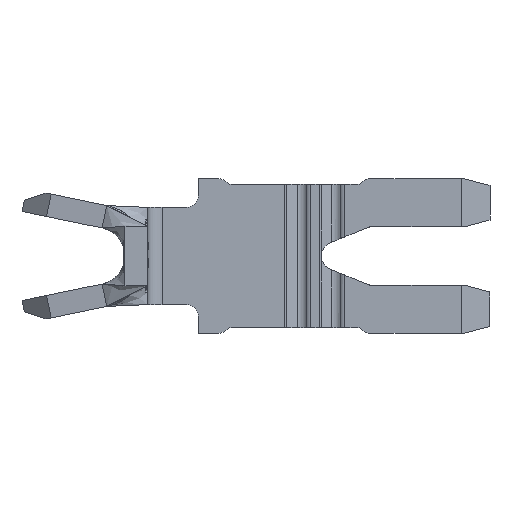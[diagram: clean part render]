
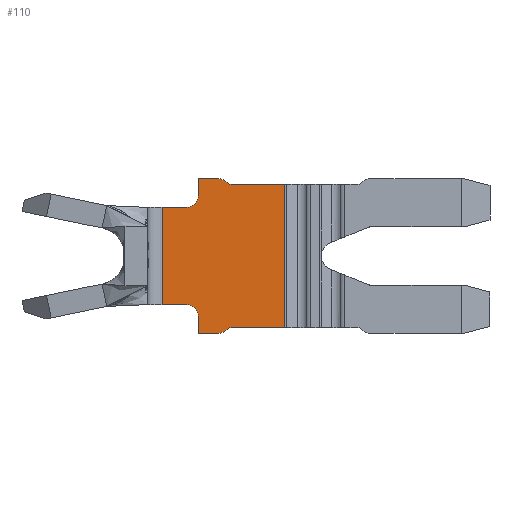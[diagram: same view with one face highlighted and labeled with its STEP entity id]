
A CAD part, front view. The second image highlights one B-rep face of the part: STEP entity #110.
In plain terms, the highlighted planar face has unit normal (0, -1, 0).
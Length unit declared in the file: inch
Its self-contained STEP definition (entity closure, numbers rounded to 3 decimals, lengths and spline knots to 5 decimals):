
#14 = DIRECTION ( 'NONE',  ( 0., 0., 1. ) ) ;
#76 = CARTESIAN_POINT ( 'NONE',  ( -0.184, 0., 0.0425 ) ) ;
#110 = ADVANCED_FACE ( 'NONE', ( #2785 ), #1515, .T. ) ;
#136 = EDGE_CURVE ( 'NONE', #2582, #2050, #6164, .T. ) ;
#140 = CARTESIAN_POINT ( 'NONE',  ( -0.0972, 0., -0.0659 ) ) ;
#278 = DIRECTION ( 'NONE',  ( 0., 0., -1. ) ) ;
#318 = AXIS2_PLACEMENT_3D ( 'NONE', #4501, #1639, #4969 ) ;
#350 = LINE ( 'NONE', #1020, #5028 ) ;
#366 = CARTESIAN_POINT ( 'NONE',  ( -0.0948, 0., 0.0641 ) ) ;
#447 = CARTESIAN_POINT ( 'NONE',  ( -0.0948, 0., -0.0641 ) ) ;
#468 = VECTOR ( 'NONE', #6097, 39.37008 ) ;
#509 = CARTESIAN_POINT ( 'NONE',  ( 0.03, 0., 0.0595 ) ) ;
#582 = DIRECTION ( 'NONE',  ( 1., 0., 0. ) ) ;
#596 = CIRCLE ( 'NONE', #318, 0.01 ) ;
#696 = AXIS2_PLACEMENT_3D ( 'NONE', #6087, #3198, #278 ) ;
#740 = VERTEX_POINT ( 'NONE', #3635 ) ;
#755 = EDGE_CURVE ( 'NONE', #2659, #3757, #5539, .T. ) ;
#757 = VECTOR ( 'NONE', #582, 39.37008 ) ;
#762 = ORIENTED_EDGE ( 'NONE', *, *, #5243, .F. ) ;
#786 = LINE ( 'NONE', #4173, #468 ) ;
#838 = ORIENTED_EDGE ( 'NONE', *, *, #3630, .F. ) ;
#910 = EDGE_CURVE ( 'NONE', #1601, #4592, #3357, .T. ) ;
#956 = EDGE_CURVE ( 'NONE', #2118, #5871, #2026, .T. ) ;
#1019 = CIRCLE ( 'NONE', #5067, 0.01 ) ;
#1020 = CARTESIAN_POINT ( 'NONE',  ( -0.04419, 0., 0.0625 ) ) ;
#1021 = CARTESIAN_POINT ( 'NONE',  ( -0.102, 0., -0.0675 ) ) ;
#1138 = CIRCLE ( 'NONE', #5504, 0.008 ) ;
#1235 = DIRECTION ( 'NONE',  ( 0., 1., 0. ) ) ;
#1285 = DIRECTION ( 'NONE',  ( 1., 0., 0. ) ) ;
#1380 = ORIENTED_EDGE ( 'NONE', *, *, #3479, .T. ) ;
#1387 = ORIENTED_EDGE ( 'NONE', *, *, #6075, .T. ) ;
#1422 = LINE ( 'NONE', #366, #2563 ) ;
#1472 = DIRECTION ( 'NONE',  ( -0.8, 0., -0.6 ) ) ;
#1482 = EDGE_CURVE ( 'NONE', #5493, #5190, #4265, .T. ) ;
#1515 = PLANE ( 'NONE',  #1655 ) ;
#1532 = DIRECTION ( 'NONE',  ( 0., 0., 1. ) ) ;
#1601 = VERTEX_POINT ( 'NONE', #2192 ) ;
#1639 = DIRECTION ( 'NONE',  ( 0., 1., 0. ) ) ;
#1655 = AXIS2_PLACEMENT_3D ( 'NONE', #509, #4853, #2004 ) ;
#1695 = EDGE_CURVE ( 'NONE', #2050, #2508, #786, .T. ) ;
#1834 = VERTEX_POINT ( 'NONE', #2861 ) ;
#1869 = CARTESIAN_POINT ( 'NONE',  ( -0.09, 0., -0.0625 ) ) ;
#1888 = CARTESIAN_POINT ( 'NONE',  ( -0.09, 0., -0.0705 ) ) ;
#1981 = VERTEX_POINT ( 'NONE', #5846 ) ;
#2004 = DIRECTION ( 'NONE',  ( 0., 0., -1. ) ) ;
#2016 = AXIS2_PLACEMENT_3D ( 'NONE', #2553, #5896, #3024 ) ;
#2026 = LINE ( 'NONE', #4381, #6078 ) ;
#2050 = VERTEX_POINT ( 'NONE', #2075 ) ;
#2075 = CARTESIAN_POINT ( 'NONE',  ( -0.12, 0., -0.0675 ) ) ;
#2092 = VECTOR ( 'NONE', #1472, 39.37008 ) ;
#2118 = VERTEX_POINT ( 'NONE', #2217 ) ;
#2164 = CARTESIAN_POINT ( 'NONE',  ( -0.04419, 0., -0.0625 ) ) ;
#2192 = CARTESIAN_POINT ( 'NONE',  ( -0.0948, 0., -0.0641 ) ) ;
#2203 = CIRCLE ( 'NONE', #696, 0.008 ) ;
#2217 = CARTESIAN_POINT ( 'NONE',  ( -0.1515, 0., 0.0425 ) ) ;
#2219 = ORIENTED_EDGE ( 'NONE', *, *, #956, .T. ) ;
#2226 = VECTOR ( 'NONE', #1285, 39.37008 ) ;
#2227 = CARTESIAN_POINT ( 'NONE',  ( 0.018, 0., -0.0625 ) ) ;
#2242 = CARTESIAN_POINT ( 'NONE',  ( -0.102, 0., -0.0595 ) ) ;
#2285 = EDGE_CURVE ( 'NONE', #3757, #1601, #6143, .T. ) ;
#2301 = AXIS2_PLACEMENT_3D ( 'NONE', #1888, #5214, #2369 ) ;
#2352 = DIRECTION ( 'NONE',  ( 0.8, 0., -0.6 ) ) ;
#2369 = DIRECTION ( 'NONE',  ( 0., 0., 1. ) ) ;
#2400 = CARTESIAN_POINT ( 'NONE',  ( -0.0948, 0., 0.0641 ) ) ;
#2454 = ORIENTED_EDGE ( 'NONE', *, *, #2285, .F. ) ;
#2467 = DIRECTION ( 'NONE',  ( 0., 0., -1. ) ) ;
#2484 = VECTOR ( 'NONE', #2960, 39.37008 ) ;
#2489 = EDGE_CURVE ( 'NONE', #1981, #5647, #3640, .T. ) ;
#2508 = VERTEX_POINT ( 'NONE', #5361 ) ;
#2553 = CARTESIAN_POINT ( 'NONE',  ( -0.09, 0., 0.0705 ) ) ;
#2563 = VECTOR ( 'NONE', #2352, 39.37008 ) ;
#2582 = VERTEX_POINT ( 'NONE', #4510 ) ;
#2659 = VERTEX_POINT ( 'NONE', #2164 ) ;
#2732 = DIRECTION ( 'NONE',  ( 0., 0., -1. ) ) ;
#2735 = CARTESIAN_POINT ( 'NONE',  ( 0.018, 0., 0.0625 ) ) ;
#2785 = FACE_OUTER_BOUND ( 'NONE', #4904, .T. ) ;
#2861 = CARTESIAN_POINT ( 'NONE',  ( -0.0972, 0., 0.0659 ) ) ;
#2900 = ORIENTED_EDGE ( 'NONE', *, *, #1482, .F. ) ;
#2960 = DIRECTION ( 'NONE',  ( -1., 0., 0. ) ) ;
#2970 = EDGE_CURVE ( 'NONE', #5190, #4369, #4758, .T. ) ;
#3024 = DIRECTION ( 'NONE',  ( 0., 0., 1. ) ) ;
#3043 = ORIENTED_EDGE ( 'NONE', *, *, #6241, .F. ) ;
#3047 = CARTESIAN_POINT ( 'NONE',  ( -0.09, 0., 0.0625 ) ) ;
#3081 = DIRECTION ( 'NONE',  ( 1., 0., 0. ) ) ;
#3141 = CARTESIAN_POINT ( 'NONE',  ( -0.13, 0., -0.0425 ) ) ;
#3198 = DIRECTION ( 'NONE',  ( 0., 1., 0. ) ) ;
#3223 = DIRECTION ( 'NONE',  ( 1., 0., 0. ) ) ;
#3260 = ORIENTED_EDGE ( 'NONE', *, *, #136, .F. ) ;
#3329 = ORIENTED_EDGE ( 'NONE', *, *, #3422, .F. ) ;
#3357 = LINE ( 'NONE', #447, #2092 ) ;
#3422 = EDGE_CURVE ( 'NONE', #2118, #740, #4612, .T. ) ;
#3428 = CARTESIAN_POINT ( 'NONE',  ( -0.12, 0., -0.0675 ) ) ;
#3476 = ORIENTED_EDGE ( 'NONE', *, *, #2489, .F. ) ;
#3479 = EDGE_CURVE ( 'NONE', #3609, #2508, #596, .T. ) ;
#3528 = VECTOR ( 'NONE', #3223, 39.37008 ) ;
#3609 = VERTEX_POINT ( 'NONE', #3141 ) ;
#3630 = EDGE_CURVE ( 'NONE', #4592, #2582, #1138, .T. ) ;
#3635 = CARTESIAN_POINT ( 'NONE',  ( -0.13, 0., 0.0425 ) ) ;
#3640 = LINE ( 'NONE', #3428, #3787 ) ;
#3757 = VERTEX_POINT ( 'NONE', #1869 ) ;
#3773 = ORIENTED_EDGE ( 'NONE', *, *, #5400, .T. ) ;
#3787 = VECTOR ( 'NONE', #14, 39.37008 ) ;
#3850 = ORIENTED_EDGE ( 'NONE', *, *, #5098, .T. ) ;
#3901 = VERTEX_POINT ( 'NONE', #6279 ) ;
#4002 = ORIENTED_EDGE ( 'NONE', *, *, #2970, .F. ) ;
#4081 = ORIENTED_EDGE ( 'NONE', *, *, #1695, .F. ) ;
#4121 = CARTESIAN_POINT ( 'NONE',  ( -0.13, 0., 0.0525 ) ) ;
#4173 = CARTESIAN_POINT ( 'NONE',  ( -0.12, 0., -0.0675 ) ) ;
#4265 = CIRCLE ( 'NONE', #2016, 0.008 ) ;
#4294 = VECTOR ( 'NONE', #3081, 39.37008 ) ;
#4369 = VERTEX_POINT ( 'NONE', #6286 ) ;
#4381 = CARTESIAN_POINT ( 'NONE',  ( -0.1515, 0., 0.0595 ) ) ;
#4407 = VECTOR ( 'NONE', #6072, 39.37008 ) ;
#4437 = LINE ( 'NONE', #5517, #4294 ) ;
#4501 = CARTESIAN_POINT ( 'NONE',  ( -0.13, 0., -0.0525 ) ) ;
#4510 = CARTESIAN_POINT ( 'NONE',  ( -0.102, 0., -0.0675 ) ) ;
#4592 = VERTEX_POINT ( 'NONE', #140 ) ;
#4601 = DIRECTION ( 'NONE',  ( 0., 0., -1. ) ) ;
#4612 = LINE ( 'NONE', #76, #757 ) ;
#4680 = ORIENTED_EDGE ( 'NONE', *, *, #910, .F. ) ;
#4728 = EDGE_CURVE ( 'NONE', #3901, #1834, #2203, .T. ) ;
#4758 = LINE ( 'NONE', #2735, #2226 ) ;
#4853 = DIRECTION ( 'NONE',  ( 0., -1., 0. ) ) ;
#4904 = EDGE_LOOP ( 'NONE', ( #3329, #2219, #3773, #1380, #4081, #3260, #838, #4680, #2454, #6288, #3850, #4002, #2900, #3043, #5746, #762, #3476, #1387 ) ) ;
#4969 = DIRECTION ( 'NONE',  ( 0., 0., -1. ) ) ;
#5028 = VECTOR ( 'NONE', #1532, 39.37008 ) ;
#5067 = AXIS2_PLACEMENT_3D ( 'NONE', #4121, #1235, #4601 ) ;
#5098 = EDGE_CURVE ( 'NONE', #2659, #4369, #350, .T. ) ;
#5190 = VERTEX_POINT ( 'NONE', #3047 ) ;
#5214 = DIRECTION ( 'NONE',  ( 0., -1., 0. ) ) ;
#5243 = EDGE_CURVE ( 'NONE', #5647, #3901, #4437, .T. ) ;
#5361 = CARTESIAN_POINT ( 'NONE',  ( -0.12, 0., -0.0525 ) ) ;
#5374 = CARTESIAN_POINT ( 'NONE',  ( -0.12, 0., 0.0675 ) ) ;
#5400 = EDGE_CURVE ( 'NONE', #5871, #3609, #6103, .T. ) ;
#5493 = VERTEX_POINT ( 'NONE', #2400 ) ;
#5504 = AXIS2_PLACEMENT_3D ( 'NONE', #2242, #5587, #2732 ) ;
#5517 = CARTESIAN_POINT ( 'NONE',  ( -0.102, 0., 0.0675 ) ) ;
#5539 = LINE ( 'NONE', #2227, #4407 ) ;
#5587 = DIRECTION ( 'NONE',  ( 0., 1., 0. ) ) ;
#5647 = VERTEX_POINT ( 'NONE', #5374 ) ;
#5746 = ORIENTED_EDGE ( 'NONE', *, *, #4728, .F. ) ;
#5846 = CARTESIAN_POINT ( 'NONE',  ( -0.12, 0., 0.0525 ) ) ;
#5871 = VERTEX_POINT ( 'NONE', #5885 ) ;
#5885 = CARTESIAN_POINT ( 'NONE',  ( -0.1515, 0., -0.0425 ) ) ;
#5896 = DIRECTION ( 'NONE',  ( 0., -1., 0. ) ) ;
#6072 = DIRECTION ( 'NONE',  ( -1., 0., 0. ) ) ;
#6075 = EDGE_CURVE ( 'NONE', #1981, #740, #1019, .T. ) ;
#6078 = VECTOR ( 'NONE', #2467, 39.37008 ) ;
#6087 = CARTESIAN_POINT ( 'NONE',  ( -0.102, 0., 0.0595 ) ) ;
#6097 = DIRECTION ( 'NONE',  ( 0., 0., 1. ) ) ;
#6103 = LINE ( 'NONE', #6112, #3528 ) ;
#6112 = CARTESIAN_POINT ( 'NONE',  ( -0.184, 0., -0.0425 ) ) ;
#6143 = CIRCLE ( 'NONE', #2301, 0.008 ) ;
#6164 = LINE ( 'NONE', #1021, #2484 ) ;
#6241 = EDGE_CURVE ( 'NONE', #1834, #5493, #1422, .T. ) ;
#6279 = CARTESIAN_POINT ( 'NONE',  ( -0.102, 0., 0.0675 ) ) ;
#6286 = CARTESIAN_POINT ( 'NONE',  ( -0.04419, 0., 0.0625 ) ) ;
#6288 = ORIENTED_EDGE ( 'NONE', *, *, #755, .F. ) ;
